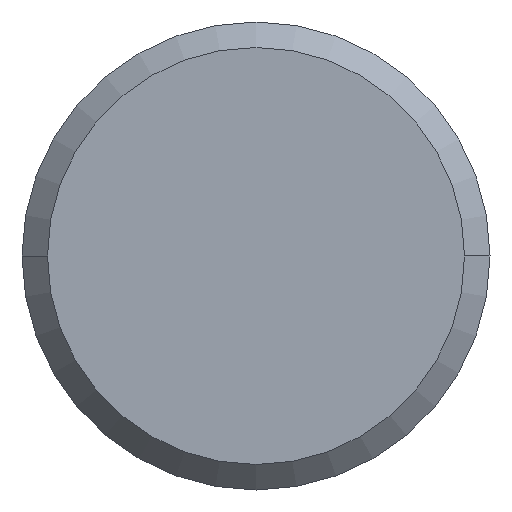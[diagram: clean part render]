
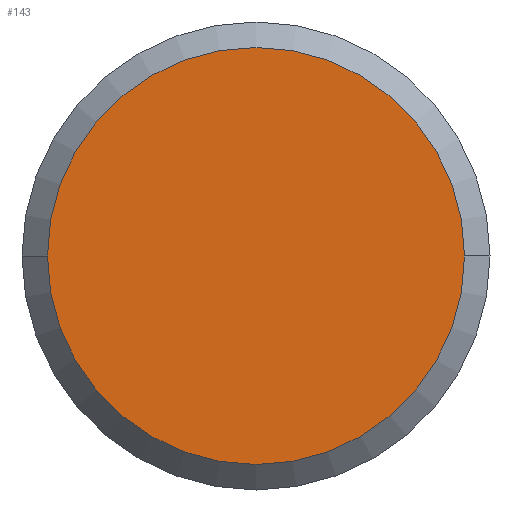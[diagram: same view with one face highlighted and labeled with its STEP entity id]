
A CAD part, left-side view. The second image highlights one B-rep face of the part: STEP entity #143.
In plain terms, the highlighted planar face has unit normal (-1, 0, 0).
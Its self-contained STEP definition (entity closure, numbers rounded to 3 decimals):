
#19 = CARTESIAN_POINT ( 'NONE',  ( 0., -6.238, 0. ) ) ;
#55 = ORIENTED_EDGE ( 'NONE', *, *, #214, .F. ) ;
#68 = AXIS2_PLACEMENT_3D ( 'NONE', #304, #81, #271 ) ;
#81 = DIRECTION ( 'NONE',  ( 1., 0., 0. ) ) ;
#95 = ORIENTED_EDGE ( 'NONE', *, *, #322, .F. ) ;
#119 = VERTEX_POINT ( 'NONE', #309 ) ;
#121 = CARTESIAN_POINT ( 'NONE',  ( 0., 0., 0. ) ) ;
#133 = AXIS2_PLACEMENT_3D ( 'NONE', #308, #406, #338 ) ;
#143 = ADVANCED_FACE ( 'NONE', ( #367 ), #371, .T. ) ;
#158 = DIRECTION ( 'NONE',  ( 1., 0., 0. ) ) ;
#178 = AXIS2_PLACEMENT_3D ( 'NONE', #121, #158, #218 ) ;
#214 = EDGE_CURVE ( 'NONE', #344, #119, #381, .T. ) ;
#218 = DIRECTION ( 'NONE',  ( 0., 1., 0. ) ) ;
#271 = DIRECTION ( 'NONE',  ( 0., 1., 0. ) ) ;
#304 = CARTESIAN_POINT ( 'NONE',  ( 0., 0., 0. ) ) ;
#308 = CARTESIAN_POINT ( 'NONE',  ( 0., 0., 0. ) ) ;
#309 = CARTESIAN_POINT ( 'NONE',  ( 0., 6.238, 0. ) ) ;
#322 = EDGE_CURVE ( 'NONE', #119, #344, #389, .T. ) ;
#338 = DIRECTION ( 'NONE',  ( 0., -1., 0. ) ) ;
#344 = VERTEX_POINT ( 'NONE', #19 ) ;
#367 = FACE_OUTER_BOUND ( 'NONE', #397, .T. ) ;
#371 = PLANE ( 'NONE',  #133 ) ;
#381 = CIRCLE ( 'NONE', #68, 6.238 ) ;
#389 = CIRCLE ( 'NONE', #178, 6.238 ) ;
#397 = EDGE_LOOP ( 'NONE', ( #95, #55 ) ) ;
#406 = DIRECTION ( 'NONE',  ( -1., 0., 0. ) ) ;
